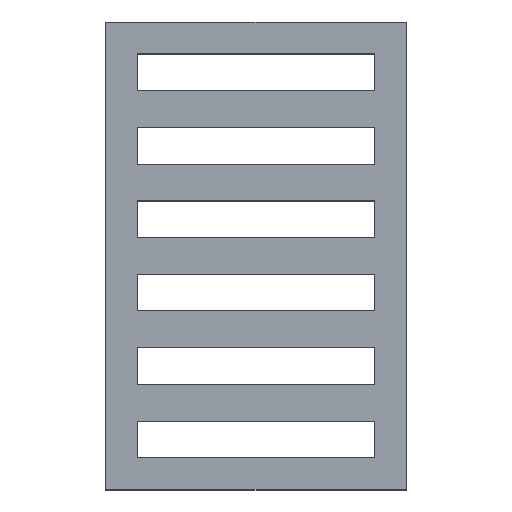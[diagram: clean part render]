
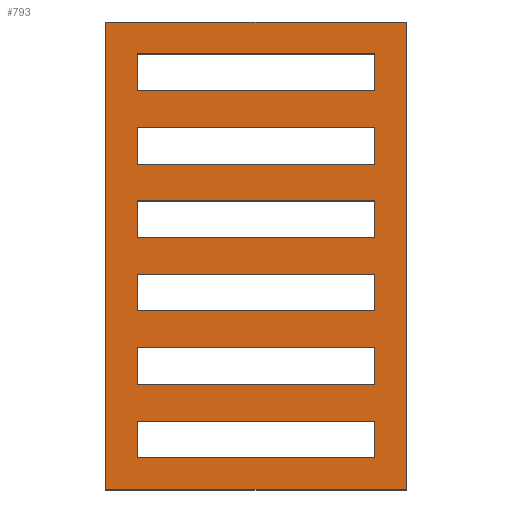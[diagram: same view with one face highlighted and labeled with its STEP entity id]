
A CAD part, top view. The second image highlights one B-rep face of the part: STEP entity #793.
In plain terms, the highlighted planar face has unit normal (0, 0, 1).
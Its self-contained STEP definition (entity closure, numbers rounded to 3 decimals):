
#19=FACE_BOUND('',#94,.T.);
#20=FACE_BOUND('',#95,.T.);
#21=FACE_BOUND('',#96,.T.);
#22=FACE_BOUND('',#97,.T.);
#23=FACE_BOUND('',#98,.T.);
#24=FACE_BOUND('',#99,.T.);
#55=FACE_OUTER_BOUND('',#93,.T.);
#93=EDGE_LOOP('',(#611,#612,#613,#614));
#94=EDGE_LOOP('',(#615,#616,#617,#618));
#95=EDGE_LOOP('',(#619,#620,#621,#622));
#96=EDGE_LOOP('',(#623,#624,#625,#626));
#97=EDGE_LOOP('',(#627,#628,#629,#630));
#98=EDGE_LOOP('',(#631,#632,#633,#634));
#99=EDGE_LOOP('',(#635,#636,#637,#638));
#121=LINE('',#1060,#229);
#125=LINE('',#1067,#233);
#128=LINE('',#1073,#236);
#130=LINE('',#1076,#238);
#133=LINE('',#1084,#241);
#137=LINE('',#1091,#245);
#140=LINE('',#1097,#248);
#142=LINE('',#1100,#250);
#145=LINE('',#1108,#253);
#149=LINE('',#1115,#257);
#152=LINE('',#1121,#260);
#154=LINE('',#1124,#262);
#157=LINE('',#1132,#265);
#161=LINE('',#1139,#269);
#164=LINE('',#1145,#272);
#166=LINE('',#1148,#274);
#169=LINE('',#1156,#277);
#173=LINE('',#1163,#281);
#176=LINE('',#1169,#284);
#178=LINE('',#1172,#286);
#181=LINE('',#1180,#289);
#185=LINE('',#1187,#293);
#188=LINE('',#1193,#296);
#190=LINE('',#1196,#298);
#191=LINE('',#1200,#299);
#192=LINE('',#1202,#300);
#193=LINE('',#1204,#301);
#194=LINE('',#1205,#302);
#229=VECTOR('',#869,10.);
#233=VECTOR('',#875,10.);
#236=VECTOR('',#880,10.);
#238=VECTOR('',#884,10.);
#241=VECTOR('',#889,10.);
#245=VECTOR('',#895,10.);
#248=VECTOR('',#900,10.);
#250=VECTOR('',#904,10.);
#253=VECTOR('',#909,10.);
#257=VECTOR('',#915,10.);
#260=VECTOR('',#920,10.);
#262=VECTOR('',#924,10.);
#265=VECTOR('',#929,10.);
#269=VECTOR('',#935,10.);
#272=VECTOR('',#940,10.);
#274=VECTOR('',#944,10.);
#277=VECTOR('',#949,10.);
#281=VECTOR('',#955,10.);
#284=VECTOR('',#960,10.);
#286=VECTOR('',#964,10.);
#289=VECTOR('',#969,10.);
#293=VECTOR('',#975,10.);
#296=VECTOR('',#980,10.);
#298=VECTOR('',#984,10.);
#299=VECTOR('',#987,10.);
#300=VECTOR('',#988,10.);
#301=VECTOR('',#989,10.);
#302=VECTOR('',#990,10.);
#337=VERTEX_POINT('',#1057);
#338=VERTEX_POINT('',#1059);
#340=VERTEX_POINT('',#1065);
#342=VERTEX_POINT('',#1071);
#345=VERTEX_POINT('',#1081);
#346=VERTEX_POINT('',#1083);
#348=VERTEX_POINT('',#1089);
#350=VERTEX_POINT('',#1095);
#353=VERTEX_POINT('',#1105);
#354=VERTEX_POINT('',#1107);
#356=VERTEX_POINT('',#1113);
#358=VERTEX_POINT('',#1119);
#361=VERTEX_POINT('',#1129);
#362=VERTEX_POINT('',#1131);
#364=VERTEX_POINT('',#1137);
#366=VERTEX_POINT('',#1143);
#369=VERTEX_POINT('',#1153);
#370=VERTEX_POINT('',#1155);
#372=VERTEX_POINT('',#1161);
#374=VERTEX_POINT('',#1167);
#377=VERTEX_POINT('',#1177);
#378=VERTEX_POINT('',#1179);
#380=VERTEX_POINT('',#1185);
#382=VERTEX_POINT('',#1191);
#383=VERTEX_POINT('',#1198);
#384=VERTEX_POINT('',#1199);
#385=VERTEX_POINT('',#1201);
#386=VERTEX_POINT('',#1203);
#409=EDGE_CURVE('',#338,#337,#121,.T.);
#413=EDGE_CURVE('',#337,#340,#125,.T.);
#416=EDGE_CURVE('',#340,#342,#128,.T.);
#418=EDGE_CURVE('',#342,#338,#130,.T.);
#421=EDGE_CURVE('',#346,#345,#133,.T.);
#425=EDGE_CURVE('',#345,#348,#137,.T.);
#428=EDGE_CURVE('',#348,#350,#140,.T.);
#430=EDGE_CURVE('',#350,#346,#142,.T.);
#433=EDGE_CURVE('',#354,#353,#145,.T.);
#437=EDGE_CURVE('',#353,#356,#149,.T.);
#440=EDGE_CURVE('',#356,#358,#152,.T.);
#442=EDGE_CURVE('',#358,#354,#154,.T.);
#445=EDGE_CURVE('',#362,#361,#157,.T.);
#449=EDGE_CURVE('',#361,#364,#161,.T.);
#452=EDGE_CURVE('',#364,#366,#164,.T.);
#454=EDGE_CURVE('',#366,#362,#166,.T.);
#457=EDGE_CURVE('',#370,#369,#169,.T.);
#461=EDGE_CURVE('',#369,#372,#173,.T.);
#464=EDGE_CURVE('',#372,#374,#176,.T.);
#466=EDGE_CURVE('',#374,#370,#178,.T.);
#469=EDGE_CURVE('',#378,#377,#181,.T.);
#473=EDGE_CURVE('',#377,#380,#185,.T.);
#476=EDGE_CURVE('',#380,#382,#188,.T.);
#478=EDGE_CURVE('',#382,#378,#190,.T.);
#479=EDGE_CURVE('',#383,#384,#191,.T.);
#480=EDGE_CURVE('',#383,#385,#192,.T.);
#481=EDGE_CURVE('',#386,#385,#193,.T.);
#482=EDGE_CURVE('',#384,#386,#194,.T.);
#611=ORIENTED_EDGE('',*,*,#479,.F.);
#612=ORIENTED_EDGE('',*,*,#480,.T.);
#613=ORIENTED_EDGE('',*,*,#481,.F.);
#614=ORIENTED_EDGE('',*,*,#482,.F.);
#615=ORIENTED_EDGE('',*,*,#409,.T.);
#616=ORIENTED_EDGE('',*,*,#413,.T.);
#617=ORIENTED_EDGE('',*,*,#416,.T.);
#618=ORIENTED_EDGE('',*,*,#418,.T.);
#619=ORIENTED_EDGE('',*,*,#421,.T.);
#620=ORIENTED_EDGE('',*,*,#425,.T.);
#621=ORIENTED_EDGE('',*,*,#428,.T.);
#622=ORIENTED_EDGE('',*,*,#430,.T.);
#623=ORIENTED_EDGE('',*,*,#433,.T.);
#624=ORIENTED_EDGE('',*,*,#437,.T.);
#625=ORIENTED_EDGE('',*,*,#440,.T.);
#626=ORIENTED_EDGE('',*,*,#442,.T.);
#627=ORIENTED_EDGE('',*,*,#445,.T.);
#628=ORIENTED_EDGE('',*,*,#449,.T.);
#629=ORIENTED_EDGE('',*,*,#452,.T.);
#630=ORIENTED_EDGE('',*,*,#454,.T.);
#631=ORIENTED_EDGE('',*,*,#457,.T.);
#632=ORIENTED_EDGE('',*,*,#461,.T.);
#633=ORIENTED_EDGE('',*,*,#464,.T.);
#634=ORIENTED_EDGE('',*,*,#466,.T.);
#635=ORIENTED_EDGE('',*,*,#469,.T.);
#636=ORIENTED_EDGE('',*,*,#473,.T.);
#637=ORIENTED_EDGE('',*,*,#476,.T.);
#638=ORIENTED_EDGE('',*,*,#478,.T.);
#755=PLANE('',#846);
#793=ADVANCED_FACE('',(#55,#19,#20,#21,#22,#23,#24),#755,.T.);
#846=AXIS2_PLACEMENT_3D('',#1197,#985,#986);
#869=DIRECTION('',(0.,-1.,0.));
#875=DIRECTION('',(-1.,0.,0.));
#880=DIRECTION('',(0.,1.,0.));
#884=DIRECTION('',(1.,0.,0.));
#889=DIRECTION('',(0.,-1.,0.));
#895=DIRECTION('',(-1.,0.,0.));
#900=DIRECTION('',(0.,1.,0.));
#904=DIRECTION('',(1.,0.,0.));
#909=DIRECTION('',(0.,-1.,0.));
#915=DIRECTION('',(-1.,0.,0.));
#920=DIRECTION('',(0.,1.,0.));
#924=DIRECTION('',(1.,0.,0.));
#929=DIRECTION('',(0.,-1.,0.));
#935=DIRECTION('',(-1.,0.,0.));
#940=DIRECTION('',(0.,1.,0.));
#944=DIRECTION('',(1.,0.,0.));
#949=DIRECTION('',(0.,-1.,0.));
#955=DIRECTION('',(-1.,0.,0.));
#960=DIRECTION('',(0.,1.,0.));
#964=DIRECTION('',(1.,0.,0.));
#969=DIRECTION('',(0.,-1.,0.));
#975=DIRECTION('',(-1.,0.,0.));
#980=DIRECTION('',(0.,1.,0.));
#984=DIRECTION('',(1.,0.,0.));
#985=DIRECTION('center_axis',(0.,0.,1.));
#986=DIRECTION('ref_axis',(1.,0.,0.));
#987=DIRECTION('',(-1.,0.,0.));
#988=DIRECTION('',(0.,1.,0.));
#989=DIRECTION('',(1.,0.,0.));
#990=DIRECTION('',(0.,1.,0.));
#1057=CARTESIAN_POINT('',(113.532,18.504,-141.881));
#1059=CARTESIAN_POINT('',(113.532,20.233,-141.881));
#1060=CARTESIAN_POINT('',(113.532,10.837,-141.881));
#1065=CARTESIAN_POINT('',(102.372,18.504,-141.881));
#1067=CARTESIAN_POINT('',(101.622,18.504,-141.881));
#1071=CARTESIAN_POINT('',(102.372,20.233,-141.881));
#1073=CARTESIAN_POINT('',(102.372,11.702,-141.881));
#1076=CARTESIAN_POINT('',(107.202,20.233,-141.881));
#1081=CARTESIAN_POINT('',(113.532,8.129,-141.881));
#1083=CARTESIAN_POINT('',(113.532,9.858,-141.881));
#1084=CARTESIAN_POINT('',(113.532,5.649,-141.881));
#1089=CARTESIAN_POINT('',(102.372,8.129,-141.881));
#1091=CARTESIAN_POINT('',(101.622,8.129,-141.881));
#1095=CARTESIAN_POINT('',(102.372,9.858,-141.881));
#1097=CARTESIAN_POINT('',(102.372,6.514,-141.881));
#1100=CARTESIAN_POINT('',(107.202,9.858,-141.881));
#1105=CARTESIAN_POINT('',(113.532,15.046,-141.881));
#1107=CARTESIAN_POINT('',(113.532,16.775,-141.881));
#1108=CARTESIAN_POINT('',(113.532,9.108,-141.881));
#1113=CARTESIAN_POINT('',(102.372,15.046,-141.881));
#1115=CARTESIAN_POINT('',(101.622,15.046,-141.881));
#1119=CARTESIAN_POINT('',(102.372,16.775,-141.881));
#1121=CARTESIAN_POINT('',(102.372,9.972,-141.881));
#1124=CARTESIAN_POINT('',(107.202,16.775,-141.881));
#1129=CARTESIAN_POINT('',(113.532,21.963,-141.881));
#1131=CARTESIAN_POINT('',(113.532,23.692,-141.881));
#1132=CARTESIAN_POINT('',(113.532,12.566,-141.881));
#1137=CARTESIAN_POINT('',(102.372,21.963,-141.881));
#1139=CARTESIAN_POINT('',(101.622,21.963,-141.881));
#1143=CARTESIAN_POINT('',(102.372,23.692,-141.881));
#1145=CARTESIAN_POINT('',(102.372,13.431,-141.881));
#1148=CARTESIAN_POINT('',(107.202,23.692,-141.881));
#1153=CARTESIAN_POINT('',(113.532,4.67,-141.881));
#1155=CARTESIAN_POINT('',(113.532,6.399,-141.881));
#1156=CARTESIAN_POINT('',(113.532,3.92,-141.881));
#1161=CARTESIAN_POINT('',(102.372,4.67,-141.881));
#1163=CARTESIAN_POINT('',(101.622,4.67,-141.881));
#1167=CARTESIAN_POINT('',(102.372,6.399,-141.881));
#1169=CARTESIAN_POINT('',(102.372,4.785,-141.881));
#1172=CARTESIAN_POINT('',(107.202,6.399,-141.881));
#1177=CARTESIAN_POINT('',(113.532,11.587,-141.881));
#1179=CARTESIAN_POINT('',(113.532,13.316,-141.881));
#1180=CARTESIAN_POINT('',(113.532,7.379,-141.881));
#1185=CARTESIAN_POINT('',(102.372,11.587,-141.881));
#1187=CARTESIAN_POINT('',(101.622,11.587,-141.881));
#1191=CARTESIAN_POINT('',(102.372,13.316,-141.881));
#1193=CARTESIAN_POINT('',(102.372,8.243,-141.881));
#1196=CARTESIAN_POINT('',(107.202,13.316,-141.881));
#1197=CARTESIAN_POINT('Origin',(100.872,3.17,-141.881));
#1198=CARTESIAN_POINT('',(115.032,3.17,-141.881));
#1199=CARTESIAN_POINT('',(100.872,3.17,-141.881));
#1200=CARTESIAN_POINT('',(115.032,3.17,-141.881));
#1201=CARTESIAN_POINT('',(115.032,25.192,-141.881));
#1202=CARTESIAN_POINT('',(115.032,3.17,-141.881));
#1203=CARTESIAN_POINT('',(100.872,25.192,-141.881));
#1204=CARTESIAN_POINT('',(115.032,25.192,-141.881));
#1205=CARTESIAN_POINT('',(100.872,3.17,-141.881));
